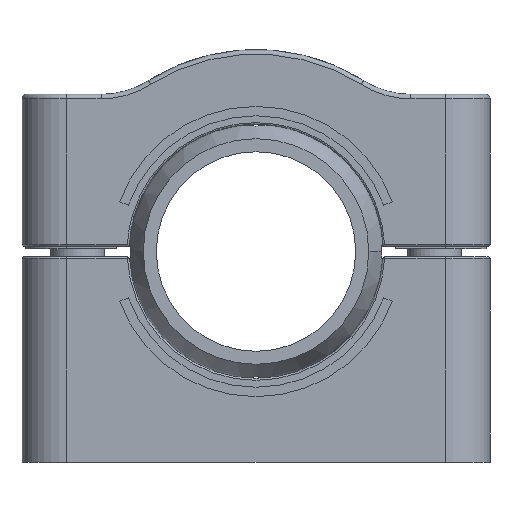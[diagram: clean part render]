
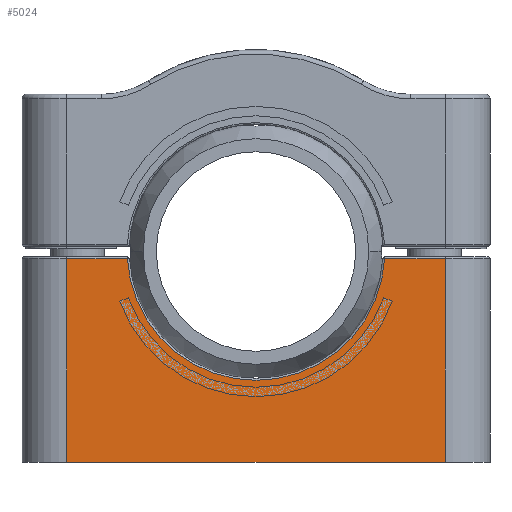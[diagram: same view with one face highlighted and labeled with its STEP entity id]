
A CAD part, front view. The second image highlights one B-rep face of the part: STEP entity #5024.
In plain terms, the highlighted face is planar.
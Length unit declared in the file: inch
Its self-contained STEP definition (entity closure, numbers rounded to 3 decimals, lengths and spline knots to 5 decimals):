
#353=DIRECTION('',(1.,0.,0.));
#354=VECTOR('',#353,2.12);
#355=CARTESIAN_POINT('',(-1.06,-1.15,0.25));
#356=LINE('',#355,#354);
#646=DIRECTION('',(1.,0.,0.));
#647=VECTOR('',#646,0.34);
#648=CARTESIAN_POINT('',(-1.06,-0.01,0.25));
#649=LINE('',#648,#647);
#655=CARTESIAN_POINT('',(0.,0.03,0.25));
#656=DIRECTION('',(0.,0.,-1.));
#657=DIRECTION('',(0.998,-0.055,0.));
#658=AXIS2_PLACEMENT_3D('',#655,#656,#657);
#683=DIRECTION('',(0.,1.,0.));
#684=VECTOR('',#683,1.14);
#685=CARTESIAN_POINT('',(1.06,-1.15,0.25));
#686=LINE('',#685,#684);
#687=DIRECTION('',(0.,1.,0.));
#688=VECTOR('',#687,1.14);
#689=CARTESIAN_POINT('',(-1.06,-1.15,0.25));
#690=LINE('',#689,#688);
#691=DIRECTION('',(-1.,0.,0.));
#692=VECTOR('',#691,0.34);
#693=CARTESIAN_POINT('',(1.06,-0.01,0.25));
#694=LINE('',#693,#692);
#3472=CARTESIAN_POINT('',(-1.06,-1.15,0.25));
#3474=VERTEX_POINT('',#3472);
#3475=CARTESIAN_POINT('',(1.06,-1.15,0.25));
#3477=VERTEX_POINT('',#3475);
#3900=CARTESIAN_POINT('',(0.72,-0.01,0.25));
#3901=CARTESIAN_POINT('',(-0.72,-0.01,0.25));
#3902=VERTEX_POINT('',#3900);
#3903=VERTEX_POINT('',#3901);
#3912=CARTESIAN_POINT('',(-1.06,-0.01,0.25));
#3913=VERTEX_POINT('',#3912);
#3946=CARTESIAN_POINT('',(1.06,-0.01,0.25));
#3947=VERTEX_POINT('',#3946);
#5008=CARTESIAN_POINT('',(-1.31,0.,0.25));
#5009=DIRECTION('',(0.,0.,1.));
#5010=DIRECTION('',(0.,-1.,0.));
#5011=AXIS2_PLACEMENT_3D('',#5008,#5009,#5010);
#5012=PLANE('',#5011);
#5013=ORIENTED_EDGE('',*,*,#4998,.F.);
#5015=ORIENTED_EDGE('',*,*,#5014,.F.);
#5017=ORIENTED_EDGE('',*,*,#5016,.F.);
#5018=ORIENTED_EDGE('',*,*,#4330,.F.);
#5020=ORIENTED_EDGE('',*,*,#5019,.T.);
#5021=ORIENTED_EDGE('',*,*,#4973,.T.);
#5022=EDGE_LOOP('',(#5013,#5015,#5017,#5018,#5020,#5021));
#5023=FACE_OUTER_BOUND('',#5022,.F.);
#5024=ADVANCED_FACE('',(#5023),#5012,.T.);
#659=CIRCLE('',#658,0.72111);
#4330=EDGE_CURVE('',#3474,#3477,#356,.T.);
#4973=EDGE_CURVE('',#3913,#3903,#649,.T.);
#4998=EDGE_CURVE('',#3902,#3903,#659,.T.);
#5014=EDGE_CURVE('',#3947,#3902,#694,.T.);
#5016=EDGE_CURVE('',#3477,#3947,#686,.T.);
#5019=EDGE_CURVE('',#3474,#3913,#690,.T.);
